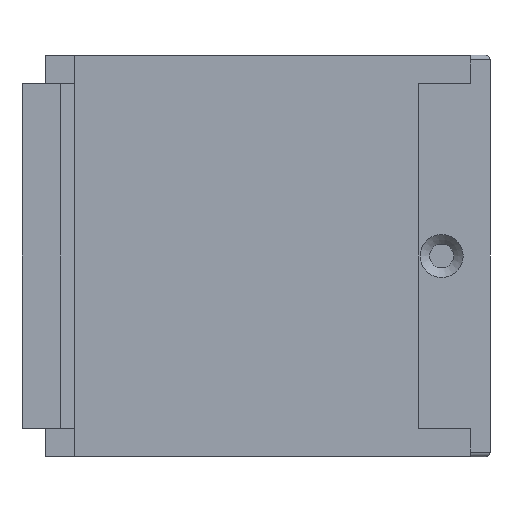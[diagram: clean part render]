
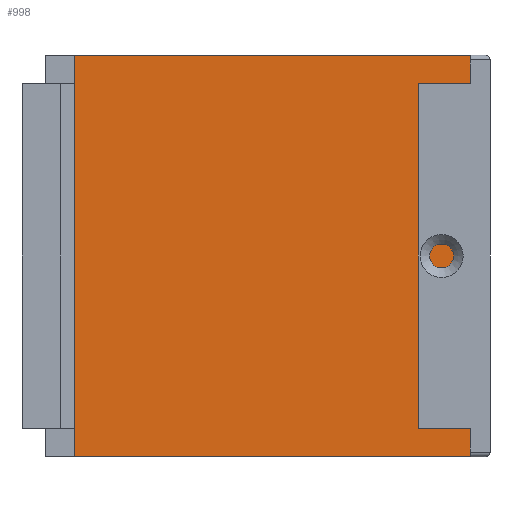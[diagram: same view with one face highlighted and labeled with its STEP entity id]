
A CAD part, front view. The second image highlights one B-rep face of the part: STEP entity #998.
In plain terms, the highlighted planar face has unit normal (0, -1, 0).
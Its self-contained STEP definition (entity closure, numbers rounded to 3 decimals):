
#474 = VERTEX_POINT('',#475);
#475 = CARTESIAN_POINT('',(23.058,24.534,-21.));
#481 = EDGE_CURVE('',#482,#474,#484,.T.);
#482 = VERTEX_POINT('',#483);
#483 = CARTESIAN_POINT('',(-18.364,24.534,-21.));
#484 = LINE('',#485,#486);
#485 = CARTESIAN_POINT('',(-18.364,24.534,-21.));
#486 = VECTOR('',#487,1.);
#487 = DIRECTION('',(1.,0.,0.));
#871 = VERTEX_POINT('',#872);
#872 = CARTESIAN_POINT('',(23.058,24.534,21.));
#878 = EDGE_CURVE('',#879,#871,#881,.T.);
#879 = VERTEX_POINT('',#880);
#880 = CARTESIAN_POINT('',(-18.364,24.534,21.));
#881 = LINE('',#882,#883);
#882 = CARTESIAN_POINT('',(-18.364,24.534,21.));
#883 = VECTOR('',#884,1.);
#884 = DIRECTION('',(1.,0.,0.));
#942 = EDGE_CURVE('',#474,#871,#943,.T.);
#943 = LINE('',#944,#945);
#944 = CARTESIAN_POINT('',(23.058,24.534,-21.));
#945 = VECTOR('',#946,1.);
#946 = DIRECTION('',(0.,0.,1.));
#998 = ADVANCED_FACE('',(#999),#1010,.F.);
#999 = FACE_BOUND('',#1000,.F.);
#1000 = EDGE_LOOP('',(#1001,#1007,#1008,#1009));
#1001 = ORIENTED_EDGE('',*,*,#1002,.T.);
#1002 = EDGE_CURVE('',#482,#879,#1003,.T.);
#1003 = LINE('',#1004,#1005);
#1004 = CARTESIAN_POINT('',(-18.364,24.534,-21.));
#1005 = VECTOR('',#1006,1.);
#1006 = DIRECTION('',(0.,0.,1.));
#1007 = ORIENTED_EDGE('',*,*,#878,.T.);
#1008 = ORIENTED_EDGE('',*,*,#942,.F.);
#1009 = ORIENTED_EDGE('',*,*,#481,.F.);
#1010 = PLANE('',#1011);
#1011 = AXIS2_PLACEMENT_3D('',#1012,#1013,#1014);
#1012 = CARTESIAN_POINT('',(-18.364,24.534,-21.));
#1013 = DIRECTION('',(0.,1.,0.));
#1014 = DIRECTION('',(1.,0.,0.));
